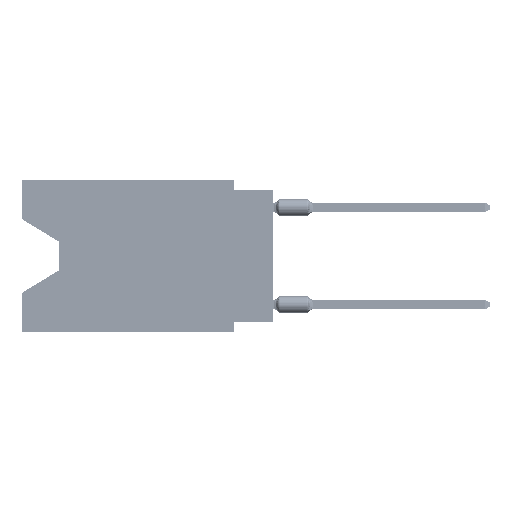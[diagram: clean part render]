
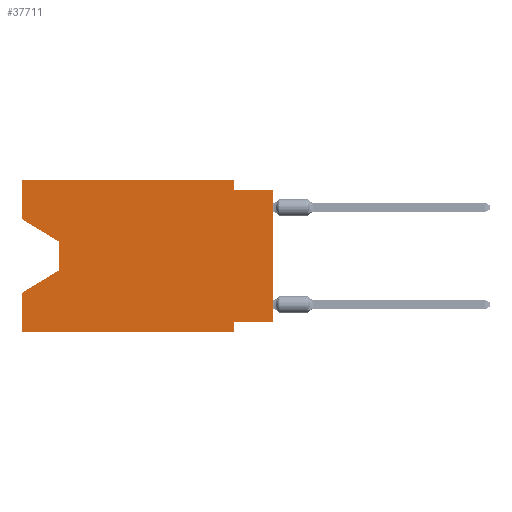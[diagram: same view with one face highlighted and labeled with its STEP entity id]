
A CAD part, left-side view. The second image highlights one B-rep face of the part: STEP entity #37711.
In plain terms, the highlighted planar face has unit normal (-1, 0, 0).
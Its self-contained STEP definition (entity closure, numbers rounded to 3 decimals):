
#696 = VERTEX_POINT ( 'NONE', #48248 ) ;
#988 = CARTESIAN_POINT ( 'NONE',  ( 0., 0., -9.271 ) ) ;
#1218 = DIRECTION ( 'NONE',  ( 0., 0., -1. ) ) ;
#1353 = LINE ( 'NONE', #2166, #45785 ) ;
#1449 = VECTOR ( 'NONE', #1218, 1000. ) ;
#1659 = EDGE_CURVE ( 'NONE', #696, #25523, #17466, .T. ) ;
#2166 = CARTESIAN_POINT ( 'NONE',  ( 0., 13.97, -5.893 ) ) ;
#3238 = ORIENTED_EDGE ( 'NONE', *, *, #37294, .F. ) ;
#3425 = VECTOR ( 'NONE', #65337, 1000. ) ;
#3524 = ORIENTED_EDGE ( 'NONE', *, *, #69007, .F. ) ;
#3783 = VECTOR ( 'NONE', #5964, 1000. ) ;
#5964 = DIRECTION ( 'NONE',  ( 0., -1., 0. ) ) ;
#6616 = CARTESIAN_POINT ( 'NONE',  ( 0., 2.54, -9.906 ) ) ;
#7141 = DIRECTION ( 'NONE',  ( 0., 0., -1. ) ) ;
#8552 = CARTESIAN_POINT ( 'NONE',  ( 0., 16.383, -2.546 ) ) ;
#9850 = ORIENTED_EDGE ( 'NONE', *, *, #65868, .F. ) ;
#10485 = VECTOR ( 'NONE', #62082, 1000. ) ;
#10514 = CARTESIAN_POINT ( 'NONE',  ( 0., 13.97, -5.893 ) ) ;
#11616 = LINE ( 'NONE', #42604, #75825 ) ;
#11683 = CARTESIAN_POINT ( 'NONE',  ( 0., 16.383, 0. ) ) ;
#11956 = CARTESIAN_POINT ( 'NONE',  ( 0., 2.54, -9.271 ) ) ;
#12891 = EDGE_LOOP ( 'NONE', ( #18423, #17259, #25982, #80636, #80950, #26268, #3238, #37219, #9850, #28063, #34620, #3524 ) ) ;
#13723 = EDGE_CURVE ( 'NONE', #76899, #19556, #15106, .T. ) ;
#14536 = CARTESIAN_POINT ( 'NONE',  ( 0., 16.383, 0. ) ) ;
#15106 = LINE ( 'NONE', #28735, #23919 ) ;
#17259 = ORIENTED_EDGE ( 'NONE', *, *, #17454, .T. ) ;
#17388 = DIRECTION ( 'NONE',  ( 0., 0., 1. ) ) ;
#17454 = EDGE_CURVE ( 'NONE', #41954, #24288, #20756, .T. ) ;
#17466 = LINE ( 'NONE', #19078, #10485 ) ;
#17791 = DIRECTION ( 'NONE',  ( 0., -1., 0. ) ) ;
#18423 = ORIENTED_EDGE ( 'NONE', *, *, #61361, .T. ) ;
#19078 = CARTESIAN_POINT ( 'NONE',  ( 0., 0., 0. ) ) ;
#19556 = VERTEX_POINT ( 'NONE', #64763 ) ;
#19576 = VECTOR ( 'NONE', #17791, 1000. ) ;
#20210 = VERTEX_POINT ( 'NONE', #8552 ) ;
#20583 = VERTEX_POINT ( 'NONE', #27476 ) ;
#20636 = VECTOR ( 'NONE', #79255, 1000. ) ;
#20756 = LINE ( 'NONE', #39364, #32398 ) ;
#20988 = EDGE_CURVE ( 'NONE', #24288, #25151, #1353, .T. ) ;
#23919 = VECTOR ( 'NONE', #34124, 1000. ) ;
#24288 = VERTEX_POINT ( 'NONE', #10514 ) ;
#24835 = EDGE_CURVE ( 'NONE', #37001, #20583, #80611, .T. ) ;
#25151 = VERTEX_POINT ( 'NONE', #40886 ) ;
#25382 = LINE ( 'NONE', #42765, #3783 ) ;
#25523 = VERTEX_POINT ( 'NONE', #64743 ) ;
#25982 = ORIENTED_EDGE ( 'NONE', *, *, #20988, .T. ) ;
#26268 = ORIENTED_EDGE ( 'NONE', *, *, #49522, .F. ) ;
#27476 = CARTESIAN_POINT ( 'NONE',  ( 0., 2.54, -9.906 ) ) ;
#28063 = ORIENTED_EDGE ( 'NONE', *, *, #69494, .F. ) ;
#28325 = CARTESIAN_POINT ( 'NONE',  ( 0., 2.54, -0.635 ) ) ;
#28735 = CARTESIAN_POINT ( 'NONE',  ( 0., 16.383, 0. ) ) ;
#32398 = VECTOR ( 'NONE', #7141, 1000. ) ;
#33527 = DIRECTION ( 'NONE',  ( 0., 0., -1. ) ) ;
#33654 = CARTESIAN_POINT ( 'NONE',  ( 0., 2.54, 0. ) ) ;
#34124 = DIRECTION ( 'NONE',  ( 0., -1., 0. ) ) ;
#34620 = ORIENTED_EDGE ( 'NONE', *, *, #13723, .F. ) ;
#37001 = VERTEX_POINT ( 'NONE', #48163 ) ;
#37219 = ORIENTED_EDGE ( 'NONE', *, *, #1659, .T. ) ;
#37294 = EDGE_CURVE ( 'NONE', #696, #52040, #45615, .T. ) ;
#37711 = ADVANCED_FACE ( 'NONE', ( #77715 ), #72728, .F. ) ;
#39024 = DIRECTION ( 'NONE',  ( 0., 0., -1. ) ) ;
#39364 = CARTESIAN_POINT ( 'NONE',  ( 0., 13.97, -4.013 ) ) ;
#40886 = CARTESIAN_POINT ( 'NONE',  ( 0., 16.383, -7.36 ) ) ;
#41954 = VERTEX_POINT ( 'NONE', #80040 ) ;
#42604 = CARTESIAN_POINT ( 'NONE',  ( 0., 16.383, 0. ) ) ;
#42765 = CARTESIAN_POINT ( 'NONE',  ( 0., 0., -0.635 ) ) ;
#43301 = CARTESIAN_POINT ( 'NONE',  ( 0., 16.383, -2.546 ) ) ;
#43825 = CARTESIAN_POINT ( 'NONE',  ( 0., 16.383, -9.906 ) ) ;
#44748 = DIRECTION ( 'NONE',  ( 0., 0.855, -0.519 ) ) ;
#45615 = LINE ( 'NONE', #988, #53460 ) ;
#45785 = VECTOR ( 'NONE', #44748, 1000. ) ;
#48163 = CARTESIAN_POINT ( 'NONE',  ( 0., 16.383, -9.906 ) ) ;
#48248 = CARTESIAN_POINT ( 'NONE',  ( 0., 0., -9.271 ) ) ;
#49522 = EDGE_CURVE ( 'NONE', #52040, #20583, #58641, .T. ) ;
#52040 = VERTEX_POINT ( 'NONE', #11956 ) ;
#53460 = VECTOR ( 'NONE', #64191, 1000. ) ;
#54515 = LINE ( 'NONE', #43301, #20636 ) ;
#58641 = LINE ( 'NONE', #6616, #1449 ) ;
#60731 = EDGE_CURVE ( 'NONE', #37001, #25151, #71119, .T. ) ;
#61361 = EDGE_CURVE ( 'NONE', #20210, #41954, #54515, .T. ) ;
#62082 = DIRECTION ( 'NONE',  ( 0., 0., 1. ) ) ;
#64191 = DIRECTION ( 'NONE',  ( 0., 1., 0. ) ) ;
#64743 = CARTESIAN_POINT ( 'NONE',  ( 0., 0., -0.635 ) ) ;
#64763 = CARTESIAN_POINT ( 'NONE',  ( 0., 2.54, 0. ) ) ;
#64919 = CARTESIAN_POINT ( 'NONE',  ( 0., 16.383, 0. ) ) ;
#65337 = DIRECTION ( 'NONE',  ( 0., 0., 1. ) ) ;
#65868 = EDGE_CURVE ( 'NONE', #71610, #25523, #25382, .T. ) ;
#67957 = VECTOR ( 'NONE', #39024, 1000. ) ;
#67972 = AXIS2_PLACEMENT_3D ( 'NONE', #64919, #71108, #33527 ) ;
#69007 = EDGE_CURVE ( 'NONE', #20210, #76899, #11616, .T. ) ;
#69494 = EDGE_CURVE ( 'NONE', #19556, #71610, #71643, .T. ) ;
#71108 = DIRECTION ( 'NONE',  ( 1., 0., 0. ) ) ;
#71119 = LINE ( 'NONE', #14536, #3425 ) ;
#71610 = VERTEX_POINT ( 'NONE', #28325 ) ;
#71643 = LINE ( 'NONE', #33654, #67957 ) ;
#72728 = PLANE ( 'NONE',  #67972 ) ;
#75825 = VECTOR ( 'NONE', #17388, 1000. ) ;
#76899 = VERTEX_POINT ( 'NONE', #11683 ) ;
#77715 = FACE_OUTER_BOUND ( 'NONE', #12891, .T. ) ;
#79255 = DIRECTION ( 'NONE',  ( 0., -0.855, -0.519 ) ) ;
#80040 = CARTESIAN_POINT ( 'NONE',  ( 0., 13.97, -4.013 ) ) ;
#80611 = LINE ( 'NONE', #43825, #19576 ) ;
#80636 = ORIENTED_EDGE ( 'NONE', *, *, #60731, .F. ) ;
#80950 = ORIENTED_EDGE ( 'NONE', *, *, #24835, .T. ) ;
